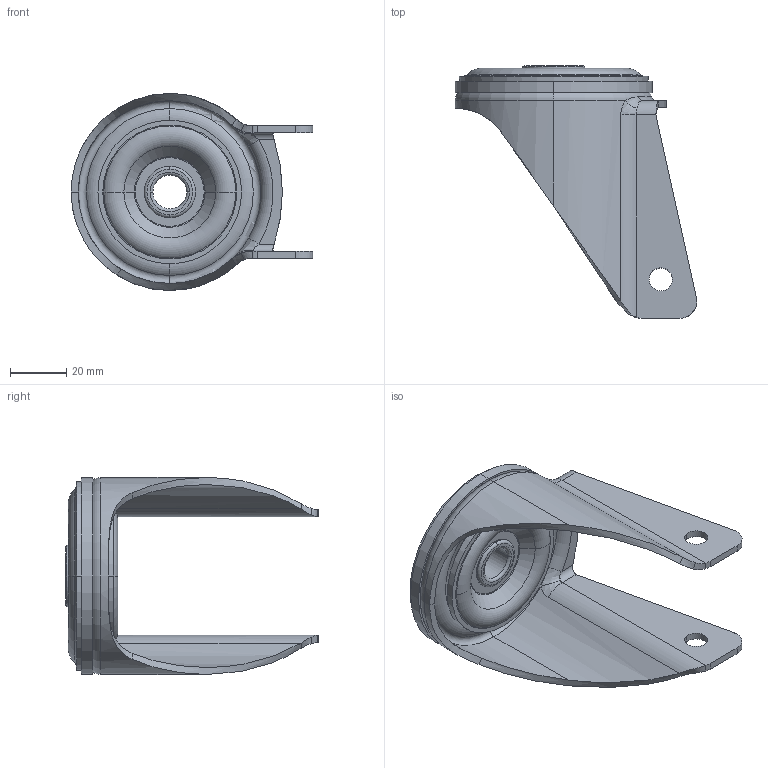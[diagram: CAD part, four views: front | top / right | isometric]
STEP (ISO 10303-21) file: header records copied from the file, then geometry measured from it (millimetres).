
FILE_DESCRIPTION (( 'STEP AP214' ), '1' );
FILE_NAME ('0055276.step', '2023-03-07T11:56:37', ( '' ), ( '' ), 'SwSTEP 2.0', 'SolidWorks 2020', '' );
FILE_SCHEMA (( 'AUTOMOTIVE_DESIGN' ));
Length unit declared in the file: millimetre
Products named in the file (1): 0055276
Bounding box: 85.78 x 89.8 x 70 mm (x, y, z)
Surface area: 32043.6 mm2 (no closed solid volume)
Topology: 0 solids, 4 shells, 124 faces, 283 edges, 169 vertices
Faces by surface type: cylinder 37, torus 29, plane 20, cone 20, bspline 18
Entity records: 6523 total; most frequent: CARTESIAN_POINT 2441, DIRECTION 571, ORIENTED_EDGE 548, EDGE_CURVE 283, AXIS2_PLACEMENT_3D 252, VERTEX_POINT 169, CIRCLE 145, EDGE_LOOP 138
